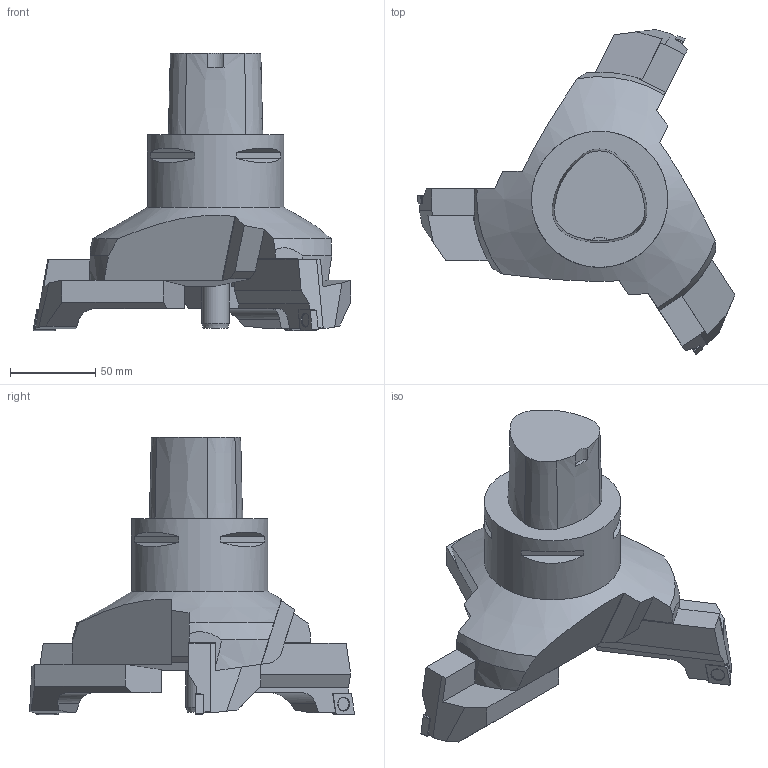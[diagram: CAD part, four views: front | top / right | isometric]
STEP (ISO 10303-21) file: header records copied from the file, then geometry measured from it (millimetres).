
FILE_DESCRIPTION(/* description */ (''),/* implementation_level */ '2;1');
FILE_NAME(/* name */ '1566547110416.stp',/* time_stamp */ '2019-08-23T09:58:37+02:00',/* author */ (''),/* organization */ ('SMS'),/* preprocessor_version */ 'ST-DEVELOPER v16.7',/* originating_system */ 'SIEMENS PLM Software NX 12.0',/* authorisation */ '');
FILE_SCHEMA (('AUTOMOTIVE_DESIGN { 1 0 10303 214 3 1 1 1 }'));
Length unit declared in the file: millimetre
Products named in the file (7): ASSEMBLY_CONSTRUCTION; IsoTurningInsert; 201087262mod000_00; 200957015mod000_01; 201088669mod000_01; 201089511mod000_01
Assembly tree (8 placements, depth 3):
  201089511mod000_01
    200957015mod000_01
    201088669mod000_01  x3
      201087262mod000_00
      IsoTurningInsert
      ASSEMBLY_CONSTRUCTION
    ASSEMBLY_CONSTRUCTION
Bounding box: 186.28 x 190.56 x 163 mm (x, y, z)
Volume: 919245.2 mm3; surface area: 103577.5 mm2
Topology: 7 solids, 7 shells, 185 faces, 482 edges, 348 vertices
Faces by surface type: plane 125, cone 29, cylinder 19, torus 12
Full cylindrical faces by diameter (mm): 5.5 x6, 16.012 x1, 80 x1
Entity records: 3549 total; most frequent: CARTESIAN_POINT 724, DIRECTION 551, ORIENTED_EDGE 498, EDGE_CURVE 249, AXIS2_PLACEMENT_3D 197, VERTEX_POINT 171, LINE 157, VECTOR 157
